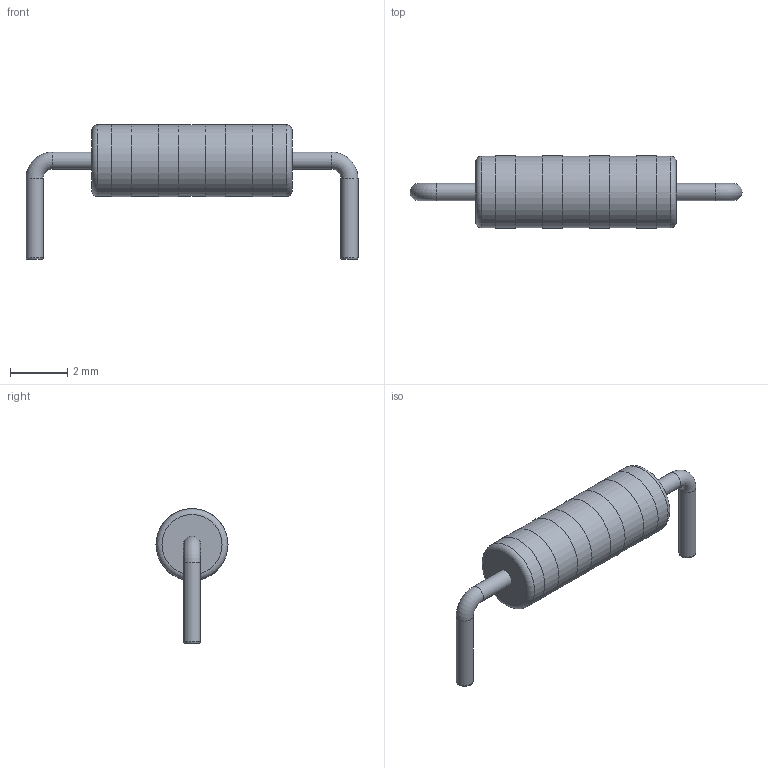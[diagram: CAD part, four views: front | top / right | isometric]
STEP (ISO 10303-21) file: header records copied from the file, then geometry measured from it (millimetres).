
FILE_DESCRIPTION(/* description */ (''),/* implementation_level */ '2;1');
FILE_NAME(/* name */ 'Resistor-Ohmite-OD-Series.step',/* time_stamp */ '2023-10-22T18:47:51+02:00',/* author */ (''),/* organization */ (''),/* preprocessor_version */ 'ST-DEVELOPER v20',/* originating_system */ 'Autodesk Translation Framework v12.14.0.127',/* authorisation */ '');
FILE_SCHEMA (('AUTOMOTIVE_DESIGN { 1 0 10303 214 3 1 1 }'));
Length unit declared in the file: millimetre
Products named in the file (4): Resistor-Ohmite-OD-Series; Body; Leads; Markings
Assembly tree (3 placements, depth 2):
  Resistor-Ohmite-OD-Series
    Body
    Leads
    Markings
Bounding box: 11.6 x 2.52 x 4.71 mm (x, y, z)
Volume: 53.1 mm3; surface area: 158.7 mm2
Topology: 6 solids, 6 shells, 26 faces, 42 edges, 28 vertices
Faces by surface type: plane 12, cylinder 8, torus 6
Full cylindrical faces by diameter (mm): 0.6 x3, 2.5 x1, 2.52 x4
Entity records: 776 total; most frequent: DIRECTION 142, CARTESIAN_POINT 103, ORIENTED_EDGE 84, AXIS2_PLACEMENT_3D 67, EDGE_CURVE 42, CIRCLE 34, VERTEX_POINT 28, FACE_OUTER_BOUND 26
